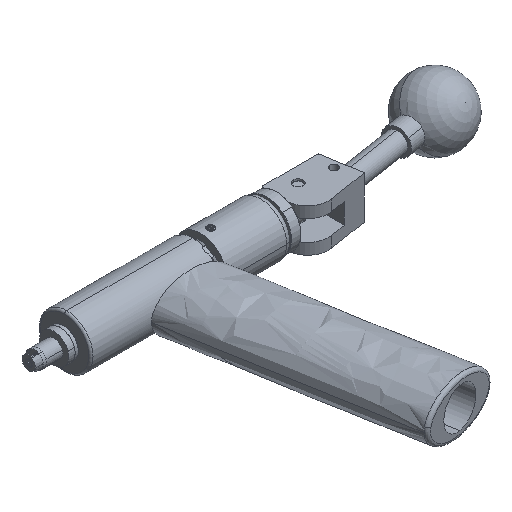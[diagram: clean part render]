
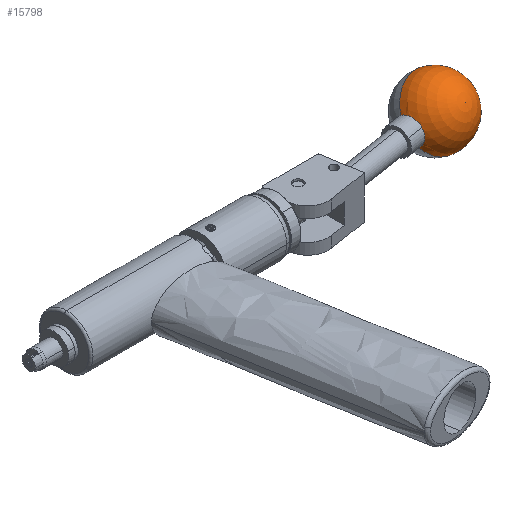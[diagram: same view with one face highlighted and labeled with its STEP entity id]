
A CAD part, isometric view. The second image highlights one B-rep face of the part: STEP entity #15798.
In plain terms, the highlighted spherical face has radius 15.875 mm.
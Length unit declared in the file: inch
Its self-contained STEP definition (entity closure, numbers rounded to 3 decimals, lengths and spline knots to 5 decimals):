
#182 = AXIS2_PLACEMENT_3D ( 'NONE', #8906, #11346, #16531 ) ;
#343 = DIRECTION ( 'NONE',  ( 0.988, 0.156, 0. ) ) ;
#352 = DIRECTION ( 'NONE',  ( 0.988, 0.156, 0. ) ) ;
#427 = DIRECTION ( 'NONE',  ( 0.127, -0.801, 0.585 ) ) ;
#664 = DIRECTION ( 'NONE',  ( 0.127, -0.801, 0.585 ) ) ;
#888 = ORIENTED_EDGE ( 'NONE', *, *, #6912, .F. ) ;
#1388 = EDGE_CURVE ( 'NONE', #10932, #6837, #12600, .T. ) ;
#2080 = ORIENTED_EDGE ( 'NONE', *, *, #13050, .T. ) ;
#2166 = VERTEX_POINT ( 'NONE', #10943 ) ;
#2283 = SPHERICAL_SURFACE ( 'NONE', #15638, 0.625 ) ;
#2374 = DIRECTION ( 'NONE',  ( 0.127, -0.801, 0.585 ) ) ;
#2848 = CARTESIAN_POINT ( 'NONE',  ( 6.58962, 0.19044, 0. ) ) ;
#3269 = CARTESIAN_POINT ( 'NONE',  ( 6.62134, -0.00981, 0.14627 ) ) ;
#3279 = DIRECTION ( 'NONE',  ( 0., -0.59, -0.808 ) ) ;
#4216 = CIRCLE ( 'NONE', #9795, 0.25 ) ;
#5291 = AXIS2_PLACEMENT_3D ( 'NONE', #13477, #664, #3279 ) ;
#5420 = DIRECTION ( 'NONE',  ( 0.127, -0.801, 0.585 ) ) ;
#5637 = ORIENTED_EDGE ( 'NONE', *, *, #1388, .T. ) ;
#5720 = FACE_OUTER_BOUND ( 'NONE', #5738, .T. ) ;
#5738 = EDGE_LOOP ( 'NONE', ( #888, #15767, #2080, #5637 ) ) ;
#6837 = VERTEX_POINT ( 'NONE', #16288 ) ;
#6912 = EDGE_CURVE ( 'NONE', #16205, #6837, #11659, .T. ) ;
#8906 = CARTESIAN_POINT ( 'NONE',  ( 7.15539, 0.28004, 0. ) ) ;
#9795 = AXIS2_PLACEMENT_3D ( 'NONE', #2848, #343, #5420 ) ;
#10932 = VERTEX_POINT ( 'NONE', #3269 ) ;
#10943 = CARTESIAN_POINT ( 'NONE',  ( 6.56674, 0.3349, 0.20274 ) ) ;
#11346 = DIRECTION ( 'NONE',  ( -0.127, 0.801, -0.585 ) ) ;
#11659 = CIRCLE ( 'NONE', #182, 0.625 ) ;
#12356 = DIRECTION ( 'NONE',  ( 0.092, -0.578, -0.811 ) ) ;
#12524 = CIRCLE ( 'NONE', #5291, 0.625 ) ;
#12595 = CARTESIAN_POINT ( 'NONE',  ( 7.15539, 0.28004, 0. ) ) ;
#12600 = CIRCLE ( 'NONE', #13128, 0.25 ) ;
#13050 = EDGE_CURVE ( 'NONE', #2166, #10932, #4216, .T. ) ;
#13128 = AXIS2_PLACEMENT_3D ( 'NONE', #13145, #352, #427 ) ;
#13145 = CARTESIAN_POINT ( 'NONE',  ( 6.58962, 0.19044, 0. ) ) ;
#13477 = CARTESIAN_POINT ( 'NONE',  ( 7.15539, 0.28004, 0. ) ) ;
#14566 = CARTESIAN_POINT ( 'NONE',  ( 7.7727, 0.37782, 0. ) ) ;
#14889 = EDGE_CURVE ( 'NONE', #16205, #2166, #12524, .T. ) ;
#15638 = AXIS2_PLACEMENT_3D ( 'NONE', #12595, #2374, #12356 ) ;
#15767 = ORIENTED_EDGE ( 'NONE', *, *, #14889, .T. ) ;
#15798 = ADVANCED_FACE ( 'NONE', ( #5720 ), #2283, .T. ) ;
#16205 = VERTEX_POINT ( 'NONE', #14566 ) ;
#16288 = CARTESIAN_POINT ( 'NONE',  ( 6.6125, 0.04597, -0.20274 ) ) ;
#16531 = DIRECTION ( 'NONE',  ( 0., 0.59, 0.808 ) ) ;
